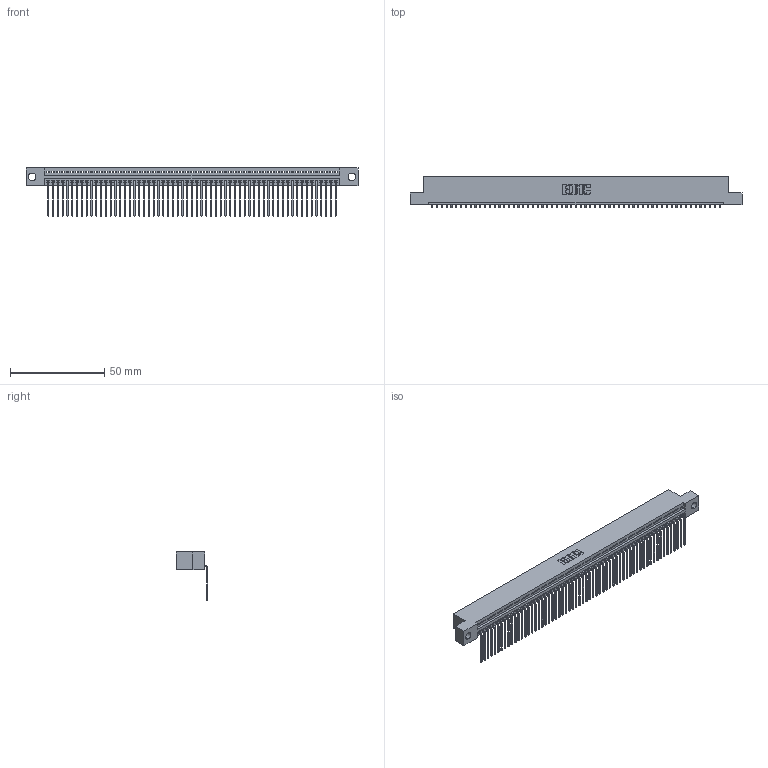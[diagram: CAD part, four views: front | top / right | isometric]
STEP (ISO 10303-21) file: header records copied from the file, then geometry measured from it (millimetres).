
FILE_DESCRIPTION (( 'STEP AP203' ), '1' );
FILE_NAME ('395-061-559-104.STEP', '2019-10-24T16:19:24', ( '' ), ( '' ), 'SwSTEP 2.0', 'SolidWorks 2016', '' );
FILE_SCHEMA (( 'CONFIG_CONTROL_DESIGN' ));
Length unit declared in the file: inch
Products named in the file (3): 345 Part_Flush Mounting Lugs - 0.156 Dia-TH; 345-292-001_558 559 Tail - 1; 395-061-559-104
Assembly tree (62 placements, depth 2):
  395-061-559-104
    345 Part_Flush Mounting Lugs - 0.156 Dia-TH
    345-292-001_558 559 Tail - 1  x61
Bounding box: 176.15 x 16.75 x 25.53 mm (x, y, z)
Volume: 17001.8 mm3; surface area: 23855.1 mm2
Topology: 62 solids, 62 shells, 3786 faces, 11443 edges, 7546 vertices
Faces by surface type: plane 2642, cylinder 1144
Entity records: 43439 total; most frequent: CARTESIAN_POINT 7531, ORIENTED_EDGE 7526, DIRECTION 6549, EDGE_CURVE 3763, LINE 3387, VECTOR 3387, VERTEX_POINT 2506, AXIS2_PLACEMENT_3D 1581
